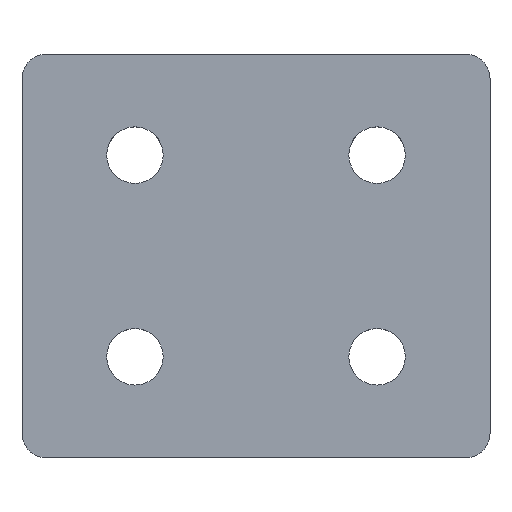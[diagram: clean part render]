
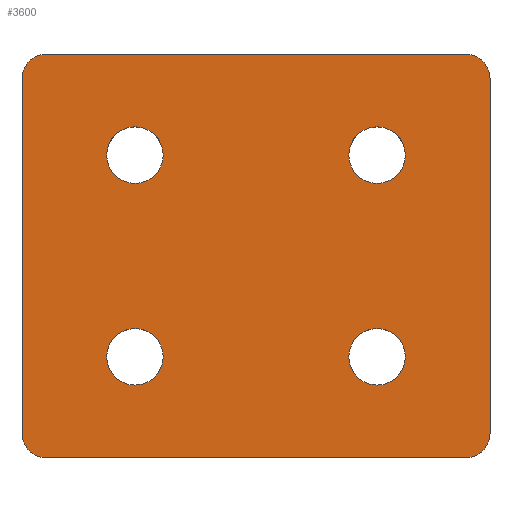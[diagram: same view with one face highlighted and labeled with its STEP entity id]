
A CAD part, top view. The second image highlights one B-rep face of the part: STEP entity #3600.
In plain terms, the highlighted face is planar.
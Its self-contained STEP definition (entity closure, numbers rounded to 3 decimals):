
#100=CARTESIAN_POINT('',(26.5,0.,25.));
#110=VERTEX_POINT('',#100);
#290=CARTESIAN_POINT('',(33.5,0.,25.));
#300=VERTEX_POINT('',#290);
#330=CARTESIAN_POINT('',(30.,0.,25.));
#340=DIRECTION('',(0.,-1.,0.));
#350=DIRECTION('',(-1.,0.,0.));
#360=AXIS2_PLACEMENT_3D('',#330,#340,#350);
#370=CIRCLE('',#360,3.5);
#380=EDGE_CURVE('',#300,#110,#370,.T.);
#520=CARTESIAN_POINT('',(33.5,0.,0.));
#530=VERTEX_POINT('',#520);
#710=CARTESIAN_POINT('',(26.5,0.,0.
));
#720=VERTEX_POINT('',#710);
#750=CARTESIAN_POINT('',(30.,0.,0.)
);
#760=DIRECTION('',(0.,-1.,0.));
#770=DIRECTION('',(-1.,0.,0.));
#780=AXIS2_PLACEMENT_3D('',#750,#760,#770);
#790=CIRCLE('',#780,3.5);
#800=EDGE_CURVE('',#720,#530,#790,.T.);
#940=CARTESIAN_POINT('',(-3.5,0.,25.));
#950=VERTEX_POINT('',#940);
#1130=CARTESIAN_POINT('',(3.5,0.,25.));
#1140=VERTEX_POINT('',#1130);
#1170=CARTESIAN_POINT('',(0.,0.,25.
));
#1180=DIRECTION('',(0.,-1.,0.));
#1190=DIRECTION('',(-1.,0.,0.));
#1200=AXIS2_PLACEMENT_3D('',#1170,#1180,#1190);
#1210=CIRCLE('',#1200,3.5);
#1220=EDGE_CURVE('',#1140,#950,#1210,.T.);
#1360=CARTESIAN_POINT('',(3.5,0.,0.));
#1370=VERTEX_POINT('',#1360);
#1550=CARTESIAN_POINT('',(-3.5,0.,
0.));
#1560=VERTEX_POINT('',#1550);
#1590=CARTESIAN_POINT('',(0.,0.,
0.));
#1600=DIRECTION('',(0.,-1.,0.));
#1610=DIRECTION('',(-1.,0.,0.));
#1620=AXIS2_PLACEMENT_3D('',#1590,#1600,#1610);
#1630=CIRCLE('',#1620,3.5);
#1640=EDGE_CURVE('',#1560,#1370,#1630,.T.);
#2650=CARTESIAN_POINT('',(-14.5,0.,-13.));
#2660=DIRECTION('',(-0.,-1.,-0.));
#2670=DIRECTION('',(-1.,0.,0.));
#2680=AXIS2_PLACEMENT_3D('',#2650,#2660,#2670);
#2690=PLANE('',#2680);
#2700=EDGE_CURVE('',#110,#300,#370,.T.);
#2710=ORIENTED_EDGE('',*,*,#2700,.T.);
#2720=ORIENTED_EDGE('',*,*,#380,.T.);
#2730=EDGE_LOOP('',(#2720,#2710));
#2740=FACE_BOUND('',#2730,.T.);
#2750=EDGE_CURVE('',#530,#720,#790,.T.);
#2760=ORIENTED_EDGE('',*,*,#2750,.T.);
#2770=ORIENTED_EDGE('',*,*,#800,.T.);
#2780=EDGE_LOOP('',(#2770,#2760));
#2790=FACE_BOUND('',#2780,.T.);
#2800=EDGE_CURVE('',#950,#1140,#1210,.T.);
#2810=ORIENTED_EDGE('',*,*,#2800,.T.);
#2820=ORIENTED_EDGE('',*,*,#1220,.T.);
#2830=EDGE_LOOP('',(#2820,#2810));
#2840=FACE_BOUND('',#2830,.T.);
#2850=EDGE_CURVE('',#1370,#1560,#1630,.T.);
#2860=ORIENTED_EDGE('',*,*,#2850,.T.);
#2870=ORIENTED_EDGE('',*,*,#1640,.T.);
#2880=EDGE_LOOP('',(#2870,#2860));
#2890=FACE_BOUND('',#2880,.T.);
#2900=CARTESIAN_POINT('',(41.,0.,-9.5));
#2910=DIRECTION('',(0.,-1.,0.));
#2920=DIRECTION('',(-1.,0.,0.));
#2930=AXIS2_PLACEMENT_3D('',#2900,#2910,#2920);
#2940=CIRCLE('',#2930,3.);
#2950=CARTESIAN_POINT('',(41.,0.,-12.5));
#2960=VERTEX_POINT('',#2950);
#2970=CARTESIAN_POINT('',(44.,0.,-9.5));
#2980=VERTEX_POINT('',#2970);
#2990=EDGE_CURVE('',#2960,#2980,#2940,.T.);
#3000=ORIENTED_EDGE('',*,*,#2990,.F.);
#3010=CARTESIAN_POINT('',(44.,0.,0.));
#3020=DIRECTION('',(0.,0.,-1.));
#3030=VECTOR('',#3020,1.);
#3040=LINE('',#3010,#3030);
#3050=CARTESIAN_POINT('',(44.,0.,34.5));
#3060=VERTEX_POINT('',#3050);
#3070=EDGE_CURVE('',#3060,#2980,#3040,.T.);
#3080=ORIENTED_EDGE('',*,*,#3070,.T.);
#3090=CARTESIAN_POINT('',(41.,0.,34.5));
#3100=DIRECTION('',(0.,1.,0.));
#3110=DIRECTION('',(1.,0.,0.));
#3120=AXIS2_PLACEMENT_3D('',#3090,#3100,#3110);
#3130=CIRCLE('',#3120,3.);
#3140=CARTESIAN_POINT('',(41.,0.,37.5));
#3150=VERTEX_POINT('',#3140);
#3160=EDGE_CURVE('',#3150,#3060,#3130,.T.);
#3170=ORIENTED_EDGE('',*,*,#3160,.T.);
#3180=CARTESIAN_POINT('',(0.,0.,37.5));
#3190=DIRECTION('',(1.,0.,0.));
#3200=VECTOR('',#3190,1.);
#3210=LINE('',#3180,#3200);
#3220=CARTESIAN_POINT('',(-11.,0.,37.5));
#3230=VERTEX_POINT('',#3220);
#3240=EDGE_CURVE('',#3230,#3150,#3210,.T.);
#3250=ORIENTED_EDGE('',*,*,#3240,.T.);
#3260=CARTESIAN_POINT('',(-11.,0.,34.5));
#3270=DIRECTION('',(0.,1.,0.));
#3280=DIRECTION('',(1.,0.,0.));
#3290=AXIS2_PLACEMENT_3D('',#3260,#3270,#3280);
#3300=CIRCLE('',#3290,3.);
#3310=CARTESIAN_POINT('',(-14.,0.,34.5));
#3320=VERTEX_POINT('',#3310);
#3330=EDGE_CURVE('',#3320,#3230,#3300,.T.);
#3340=ORIENTED_EDGE('',*,*,#3330,.T.);
#3350=CARTESIAN_POINT('',(-14.,0.,0.));
#3360=DIRECTION('',(0.,0.,1.));
#3370=VECTOR('',#3360,1.);
#3380=LINE('',#3350,#3370);
#3390=CARTESIAN_POINT('',(-14.,0.,-9.5));
#3400=VERTEX_POINT('',#3390);
#3410=EDGE_CURVE('',#3400,#3320,#3380,.T.);
#3420=ORIENTED_EDGE('',*,*,#3410,.T.);
#3430=CARTESIAN_POINT('',(-11.,0.,-9.5));
#3440=DIRECTION('',(0.,1.,0.));
#3450=DIRECTION('',(1.,0.,0.));
#3460=AXIS2_PLACEMENT_3D('',#3430,#3440,#3450);
#3470=CIRCLE('',#3460,3.);
#3480=CARTESIAN_POINT('',(-11.,0.,-12.5));
#3490=VERTEX_POINT('',#3480);
#3500=EDGE_CURVE('',#3490,#3400,#3470,.T.);
#3510=ORIENTED_EDGE('',*,*,#3500,.T.);
#3520=CARTESIAN_POINT('',(0.,0.,-12.5));
#3530=DIRECTION('',(-1.,0.,0.));
#3540=VECTOR('',#3530,1.);
#3550=LINE('',#3520,#3540);
#3560=EDGE_CURVE('',#2960,#3490,#3550,.T.);
#3570=ORIENTED_EDGE('',*,*,#3560,.T.);
#3580=EDGE_LOOP('',(#3570,#3510,#3420,#3340,#3250,#3170,#3080,#3000));
#3590=FACE_OUTER_BOUND('',#3580,.T.);
#3600=ADVANCED_FACE('',(#2740,#2790,#2840,#2890,#3590),#2690,.F.);
